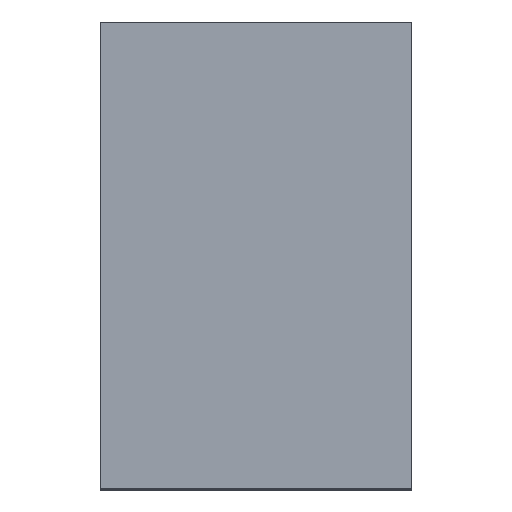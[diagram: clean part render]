
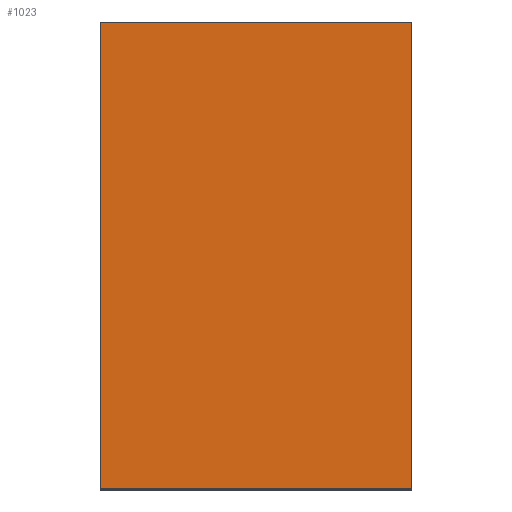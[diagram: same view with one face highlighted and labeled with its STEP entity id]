
A CAD part, top view. The second image highlights one B-rep face of the part: STEP entity #1023.
In plain terms, the highlighted planar face has unit normal (0, 0, 1).
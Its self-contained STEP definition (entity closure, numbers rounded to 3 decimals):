
#4 = CARTESIAN_POINT ( 'NONE',  ( 0., 1500., 75. ) ) ;
#21 = EDGE_CURVE ( 'NONE', #987, #254, #842, .T. ) ;
#45 = CARTESIAN_POINT ( 'NONE',  ( -1000., 6., 75. ) ) ;
#69 = PLANE ( 'NONE',  #244 ) ;
#74 = VECTOR ( 'NONE', #329, 1000. ) ;
#84 = LINE ( 'NONE', #409, #531 ) ;
#174 = CARTESIAN_POINT ( 'NONE',  ( -1000., 1500., 75. ) ) ;
#190 = LINE ( 'NONE', #930, #418 ) ;
#198 = DIRECTION ( 'NONE',  ( 1., 0., 0. ) ) ;
#204 = EDGE_LOOP ( 'NONE', ( #245, #710, #592, #656 ) ) ;
#235 = VERTEX_POINT ( 'NONE', #174 ) ;
#244 = AXIS2_PLACEMENT_3D ( 'NONE', #534, #394, #854 ) ;
#245 = ORIENTED_EDGE ( 'NONE', *, *, #303, .F. ) ;
#254 = VERTEX_POINT ( 'NONE', #999 ) ;
#293 = EDGE_CURVE ( 'NONE', #235, #987, #84, .T. ) ;
#302 = CARTESIAN_POINT ( 'NONE',  ( 0., 1500., 75. ) ) ;
#303 = EDGE_CURVE ( 'NONE', #1004, #254, #992, .T. ) ;
#329 = DIRECTION ( 'NONE',  ( 0., -1., 0. ) ) ;
#394 = DIRECTION ( 'NONE',  ( 0., 0., 1. ) ) ;
#409 = CARTESIAN_POINT ( 'NONE',  ( -1000., 1500., 75. ) ) ;
#418 = VECTOR ( 'NONE', #198, 1000. ) ;
#475 = FACE_OUTER_BOUND ( 'NONE', #204, .T. ) ;
#531 = VECTOR ( 'NONE', #732, 1000. ) ;
#534 = CARTESIAN_POINT ( 'NONE',  ( -1000., 1500., 75. ) ) ;
#592 = ORIENTED_EDGE ( 'NONE', *, *, #293, .T. ) ;
#608 = DIRECTION ( 'NONE',  ( 1., 0., 0. ) ) ;
#656 = ORIENTED_EDGE ( 'NONE', *, *, #21, .T. ) ;
#710 = ORIENTED_EDGE ( 'NONE', *, *, #812, .F. ) ;
#732 = DIRECTION ( 'NONE',  ( 0., -1., 0. ) ) ;
#812 = EDGE_CURVE ( 'NONE', #235, #1004, #190, .T. ) ;
#842 = LINE ( 'NONE', #45, #916 ) ;
#854 = DIRECTION ( 'NONE',  ( 0., -1., 0. ) ) ;
#916 = VECTOR ( 'NONE', #608, 1000. ) ;
#930 = CARTESIAN_POINT ( 'NONE',  ( -1000., 1500., 75. ) ) ;
#937 = CARTESIAN_POINT ( 'NONE',  ( -1000., 6., 75. ) ) ;
#987 = VERTEX_POINT ( 'NONE', #937 ) ;
#992 = LINE ( 'NONE', #4, #74 ) ;
#999 = CARTESIAN_POINT ( 'NONE',  ( 0., 6., 75. ) ) ;
#1004 = VERTEX_POINT ( 'NONE', #302 ) ;
#1023 = ADVANCED_FACE ( 'NONE', ( #475 ), #69, .T. ) ;
